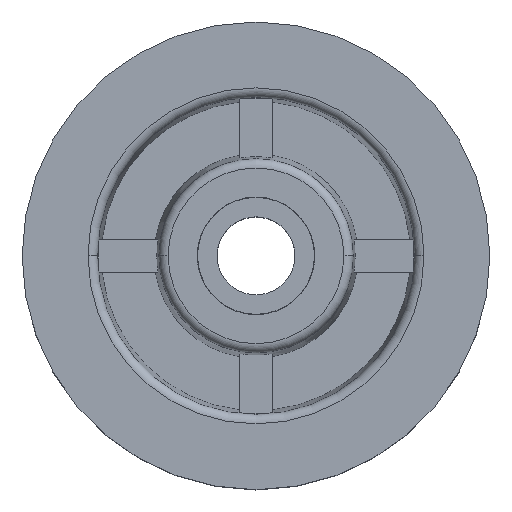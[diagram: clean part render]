
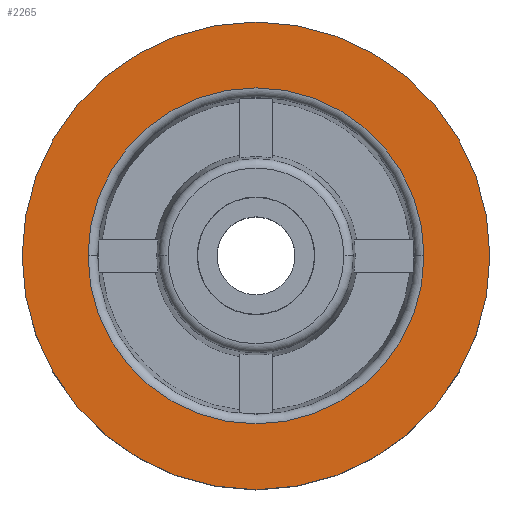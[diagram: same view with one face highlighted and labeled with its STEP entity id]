
A CAD part, top view. The second image highlights one B-rep face of the part: STEP entity #2265.
In plain terms, the highlighted planar face has unit normal (0, 0, 1).
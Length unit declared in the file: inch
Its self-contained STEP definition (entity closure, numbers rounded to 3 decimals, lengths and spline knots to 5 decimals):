
#30 = DIRECTION ( 'NONE',  ( 1., 0., 0. ) ) ;
#43 = AXIS2_PLACEMENT_3D ( 'NONE', #2094, #1479, #30 ) ;
#144 = EDGE_LOOP ( 'NONE', ( #1540, #1355 ) ) ;
#213 = CIRCLE ( 'NONE', #1539, 0.75 ) ;
#325 = VERTEX_POINT ( 'NONE', #1503 ) ;
#639 = ORIENTED_EDGE ( 'NONE', *, *, #972, .T. ) ;
#672 = CARTESIAN_POINT ( 'NONE',  ( 0., 0.51125, 0.2425 ) ) ;
#686 = ORIENTED_EDGE ( 'NONE', *, *, #839, .T. ) ;
#784 = EDGE_CURVE ( 'NONE', #2684, #325, #898, .T. ) ;
#839 = EDGE_CURVE ( 'NONE', #1297, #1658, #1344, .T. ) ;
#850 = AXIS2_PLACEMENT_3D ( 'NONE', #672, #918, #1129 ) ;
#874 = CARTESIAN_POINT ( 'NONE',  ( 0.75, 0., 0.2425 ) ) ;
#898 = CIRCLE ( 'NONE', #1748, 0.53874 ) ;
#918 = DIRECTION ( 'NONE',  ( 0., 0., -1. ) ) ;
#972 = EDGE_CURVE ( 'NONE', #1658, #1297, #213, .T. ) ;
#1129 = DIRECTION ( 'NONE',  ( -1., 0., 0. ) ) ;
#1137 = EDGE_LOOP ( 'NONE', ( #686, #639 ) ) ;
#1142 = DIRECTION ( 'NONE',  ( 0., 0., -1. ) ) ;
#1156 = CARTESIAN_POINT ( 'NONE',  ( 0., 0., 0.2425 ) ) ;
#1157 = CARTESIAN_POINT ( 'NONE',  ( 0., 0., 0.2425 ) ) ;
#1297 = VERTEX_POINT ( 'NONE', #874 ) ;
#1344 = CIRCLE ( 'NONE', #43, 0.75 ) ;
#1355 = ORIENTED_EDGE ( 'NONE', *, *, #1409, .T. ) ;
#1409 = EDGE_CURVE ( 'NONE', #325, #2684, #1535, .T. ) ;
#1459 = FACE_OUTER_BOUND ( 'NONE', #1137, .T. ) ;
#1479 = DIRECTION ( 'NONE',  ( 0., 0., 1. ) ) ;
#1484 = CARTESIAN_POINT ( 'NONE',  ( -0.75, 0., 0.2425 ) ) ;
#1503 = CARTESIAN_POINT ( 'NONE',  ( 0.53874, 0., 0.2425 ) ) ;
#1535 = CIRCLE ( 'NONE', #1943, 0.53874 ) ;
#1539 = AXIS2_PLACEMENT_3D ( 'NONE', #1157, #1768, #2200 ) ;
#1540 = ORIENTED_EDGE ( 'NONE', *, *, #784, .T. ) ;
#1637 = DIRECTION ( 'NONE',  ( 0., 0., -1. ) ) ;
#1658 = VERTEX_POINT ( 'NONE', #1484 ) ;
#1661 = CARTESIAN_POINT ( 'NONE',  ( 0., 0., 0.2425 ) ) ;
#1748 = AXIS2_PLACEMENT_3D ( 'NONE', #1661, #1637, #2269 ) ;
#1768 = DIRECTION ( 'NONE',  ( 0., 0., 1. ) ) ;
#1943 = AXIS2_PLACEMENT_3D ( 'NONE', #1156, #1142, #2609 ) ;
#2094 = CARTESIAN_POINT ( 'NONE',  ( 0., 0., 0.2425 ) ) ;
#2102 = CARTESIAN_POINT ( 'NONE',  ( -0.53874, 0., 0.2425 ) ) ;
#2105 = PLANE ( 'NONE',  #850 ) ;
#2200 = DIRECTION ( 'NONE',  ( 1., 0., 0. ) ) ;
#2265 = ADVANCED_FACE ( 'NONE', ( #2482, #1459 ), #2105, .F. ) ;
#2269 = DIRECTION ( 'NONE',  ( -1., 0., 0. ) ) ;
#2482 = FACE_BOUND ( 'NONE', #144, .T. ) ;
#2609 = DIRECTION ( 'NONE',  ( -1., 0., 0. ) ) ;
#2684 = VERTEX_POINT ( 'NONE', #2102 ) ;
